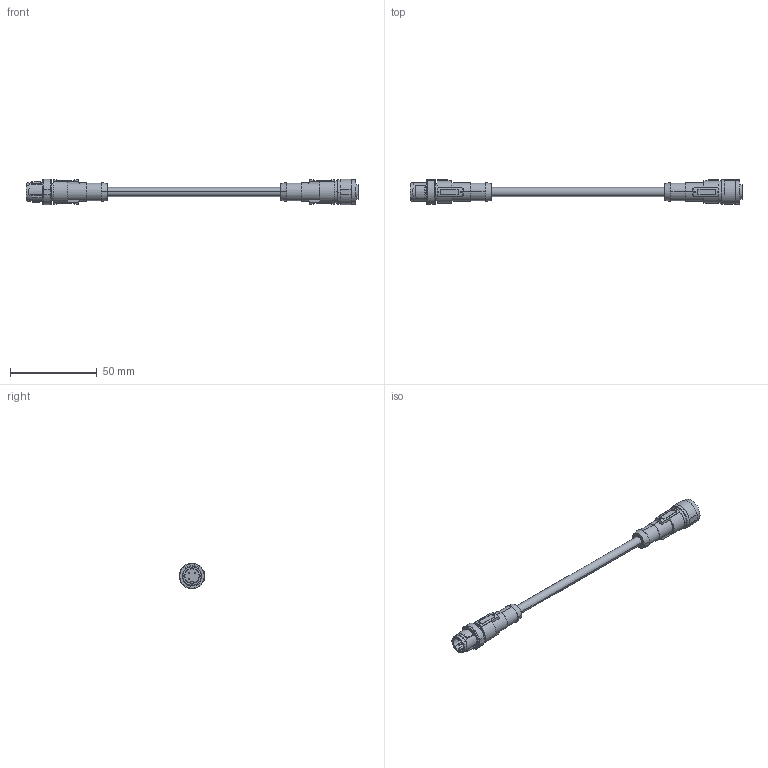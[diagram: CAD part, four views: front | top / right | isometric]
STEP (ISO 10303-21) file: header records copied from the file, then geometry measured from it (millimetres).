
FILE_DESCRIPTION(('SolidDesigner STEP Export'),'2;1');
FILE_NAME('1406298_SAC_3P_MS_1.5_542_FS_SCO_BK-select.stp','2013-09-16T12:30:51',(''),(''),'Creo Elements/Direct Modeling STEP processor for AP214 (Solid Model)','Creo Elements/Direct Modeling 18.1B 29-Sep-2012 (C) Parametric Technology GmbH','');
FILE_SCHEMA(('AUTOMOTIVE_DESIGN { 1 0 10303 214 1 1 1 1 }'));
Length unit declared in the file: millimetre
Products named in the file (1): 1406298_SAC_3P_MS_1.5_542_FS_SCO_BK-select
Bounding box: 191.3 x 14.4 x 14.79 mm (x, y, z)
Volume: 11385.6 mm3; surface area: 6909 mm2
Topology: 1 solids, 1 shells, 239 faces, 627 edges, 415 vertices
Faces by surface type: plane 111, cylinder 88, cone 34, bspline 6
Entity records: 12666 total; most frequent: CARTESIAN_POINT 5043, ORIENTED_EDGE 1254, DIRECTION 1055, EDGE_CURVE 627, VERTEX_POINT 415, AXIS2_PLACEMENT_3D 371, VECTOR 313, LINE 313
